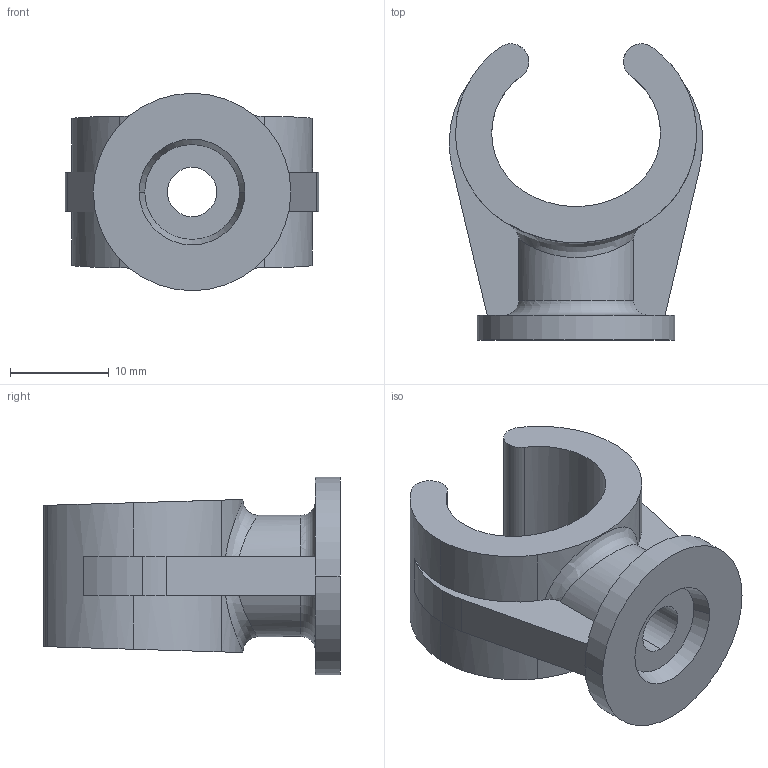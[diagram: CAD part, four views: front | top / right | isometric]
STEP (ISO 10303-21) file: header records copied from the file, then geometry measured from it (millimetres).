
FILE_DESCRIPTION (( 'STEP AP214' ), '1' );
FILE_NAME ('2140187.stp', '2019-05-07T13:29:14', ( '' ), ( '' ), 'SwSTEP 2.0', 'SolidWorks 2018', '' );
FILE_SCHEMA (( 'AUTOMOTIVE_DESIGN' ));
Length unit declared in the file: millimetre
Products named in the file (1): 2140187
Bounding box: 25.68 x 30 x 20 mm (x, y, z)
Volume: 4395 mm3; surface area: 3217.5 mm2
Topology: 1 solids, 1 shells, 42 faces, 111 edges, 74 vertices
Faces by surface type: cylinder 24, plane 12, cone 2, bspline 2, torus 2
Entity records: 1767 total; most frequent: CARTESIAN_POINT 750, ORIENTED_EDGE 222, DIRECTION 191, EDGE_CURVE 111, AXIS2_PLACEMENT_3D 75, VERTEX_POINT 74, EDGE_LOOP 47, FACE_OUTER_BOUND 42
